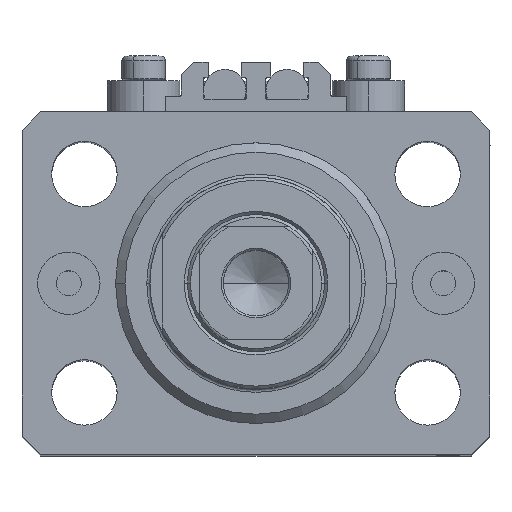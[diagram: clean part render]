
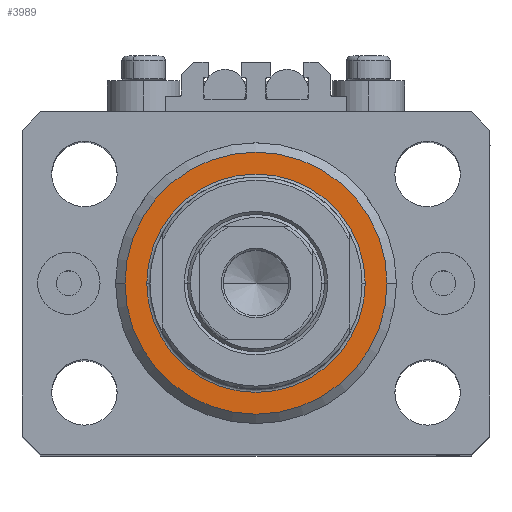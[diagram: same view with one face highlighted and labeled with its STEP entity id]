
A CAD part, top view. The second image highlights one B-rep face of the part: STEP entity #3989.
In plain terms, the highlighted face is planar.
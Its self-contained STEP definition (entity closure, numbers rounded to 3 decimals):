
#3989 = ADVANCED_FACE ( 'NONE', ( #29394, #40821 ), #41997, .F. ) ;
#4029 = CARTESIAN_POINT ( 'NONE',  ( -17.5, 0., 0. ) ) ;
#4729 = AXIS2_PLACEMENT_3D ( 'NONE', #19870, #30326, #8252 ) ;
#5433 = CARTESIAN_POINT ( 'NONE',  ( 0., 0., 0. ) ) ;
#5673 = DIRECTION ( 'NONE',  ( 0., 0., -1. ) ) ;
#6489 = EDGE_LOOP ( 'NONE', ( #34036, #8546 ) ) ;
#7077 = CARTESIAN_POINT ( 'NONE',  ( 0., 0., 0. ) ) ;
#8252 = DIRECTION ( 'NONE',  ( 1., 0., 0. ) ) ;
#8546 = ORIENTED_EDGE ( 'NONE', *, *, #46972, .T. ) ;
#10014 = CARTESIAN_POINT ( 'NONE',  ( 17.5, 0., 0. ) ) ;
#10427 = DIRECTION ( 'NONE',  ( 1., 0., 0. ) ) ;
#10737 = DIRECTION ( 'NONE',  ( 1., 0., 0. ) ) ;
#11255 = VERTEX_POINT ( 'NONE', #39110 ) ;
#12043 = VERTEX_POINT ( 'NONE', #10014 ) ;
#16592 = AXIS2_PLACEMENT_3D ( 'NONE', #39551, #40298, #10427 ) ;
#16867 = CIRCLE ( 'NONE', #43241, 21. ) ;
#17432 = CIRCLE ( 'NONE', #36053, 21. ) ;
#17436 = EDGE_CURVE ( 'NONE', #12043, #34374, #39884, .T. ) ;
#19870 = CARTESIAN_POINT ( 'NONE',  ( 0., 0., 0. ) ) ;
#19921 = EDGE_CURVE ( 'NONE', #11255, #42986, #17432, .T. ) ;
#20219 = DIRECTION ( 'NONE',  ( 1., 0., 0. ) ) ;
#24067 = CARTESIAN_POINT ( 'NONE',  ( 0., 0., 0. ) ) ;
#26508 = ORIENTED_EDGE ( 'NONE', *, *, #46251, .T. ) ;
#27240 = DIRECTION ( 'NONE',  ( 0., 0., -1. ) ) ;
#28430 = DIRECTION ( 'NONE',  ( 0., 0., 1. ) ) ;
#29394 = FACE_BOUND ( 'NONE', #41662, .T. ) ;
#30326 = DIRECTION ( 'NONE',  ( 0., 0., 1. ) ) ;
#33103 = AXIS2_PLACEMENT_3D ( 'NONE', #7077, #28430, #10737 ) ;
#34036 = ORIENTED_EDGE ( 'NONE', *, *, #19921, .T. ) ;
#34374 = VERTEX_POINT ( 'NONE', #4029 ) ;
#36053 = AXIS2_PLACEMENT_3D ( 'NONE', #5433, #5673, #20219 ) ;
#39110 = CARTESIAN_POINT ( 'NONE',  ( 21., 0., 0. ) ) ;
#39385 = DIRECTION ( 'NONE',  ( 1., 0., 0. ) ) ;
#39551 = CARTESIAN_POINT ( 'NONE',  ( 0., 0., 0. ) ) ;
#39764 = CARTESIAN_POINT ( 'NONE',  ( -21., 0., 0. ) ) ;
#39884 = CIRCLE ( 'NONE', #16592, 17.5 ) ;
#40298 = DIRECTION ( 'NONE',  ( 0., 0., 1. ) ) ;
#40821 = FACE_OUTER_BOUND ( 'NONE', #6489, .T. ) ;
#41639 = CIRCLE ( 'NONE', #33103, 17.5 ) ;
#41662 = EDGE_LOOP ( 'NONE', ( #43810, #26508 ) ) ;
#41997 = PLANE ( 'NONE',  #4729 ) ;
#42986 = VERTEX_POINT ( 'NONE', #39764 ) ;
#43241 = AXIS2_PLACEMENT_3D ( 'NONE', #24067, #27240, #39385 ) ;
#43810 = ORIENTED_EDGE ( 'NONE', *, *, #17436, .T. ) ;
#46251 = EDGE_CURVE ( 'NONE', #34374, #12043, #41639, .T. ) ;
#46972 = EDGE_CURVE ( 'NONE', #42986, #11255, #16867, .T. ) ;
